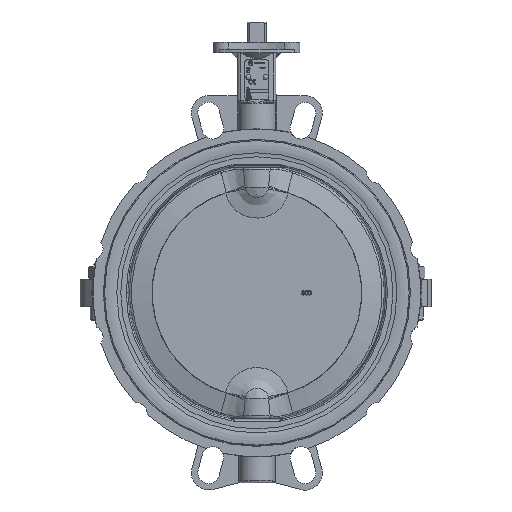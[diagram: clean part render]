
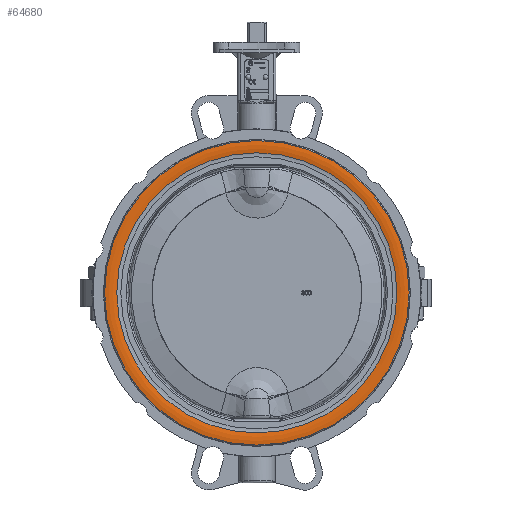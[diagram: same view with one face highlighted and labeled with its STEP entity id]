
A CAD part, front view. The second image highlights one B-rep face of the part: STEP entity #64680.
In plain terms, the highlighted toroidal (fillet/blend) face has major radius 170.5 mm and minor radius 35 mm.
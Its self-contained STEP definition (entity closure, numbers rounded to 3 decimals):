
#64649=CARTESIAN_POINT('',(0.,-39.545,-162.382));
#64650=VERTEX_POINT('',#64649);
#64651=CARTESIAN_POINT('',(0.,-39.545,0.));
#64652=DIRECTION('',(0.0,-1.0,0.0));
#64653=DIRECTION('',(0.0,0.0,-1.0));
#64654=AXIS2_PLACEMENT_3D('',#64651,#64652,#64653);
#64655=CIRCLE('',#64654,162.382);
#64656=EDGE_CURVE('',#64650,#64650,#64655,.T.);
#64661=CARTESIAN_POINT('',(0.,-5.5,0.));
#64662=DIRECTION('',(0.,-1.0,0.));
#64663=DIRECTION('',(0.0,0.0,-1.0));
#64664=AXIS2_PLACEMENT_3D('',#64661,#64662,#64663);
#64665=TOROIDAL_SURFACE('',#64664,170.5,35.);
#64666=ORIENTED_EDGE('',*,*,#64656,.F.);
#64667=EDGE_LOOP('',(#64666));
#64668=FACE_OUTER_BOUND('',#64667,.T.);
#64669=CARTESIAN_POINT('',(0.,-39.969,-176.574));
#64670=VERTEX_POINT('',#64669);
#64671=CARTESIAN_POINT('',(0.,-39.969,0.));
#64672=DIRECTION('',(0.0,-1.0,0.0));
#64673=DIRECTION('',(0.0,0.0,-1.0));
#64674=AXIS2_PLACEMENT_3D('',#64671,#64672,#64673);
#64675=CIRCLE('',#64674,176.574);
#64676=EDGE_CURVE('',#64670,#64670,#64675,.T.);
#64677=ORIENTED_EDGE('',*,*,#64676,.T.);
#64678=EDGE_LOOP('',(#64677));
#64679=FACE_BOUND('',#64678,.T.);
#64680=ADVANCED_FACE('',(#64668,#64679),#64665,.T.);
